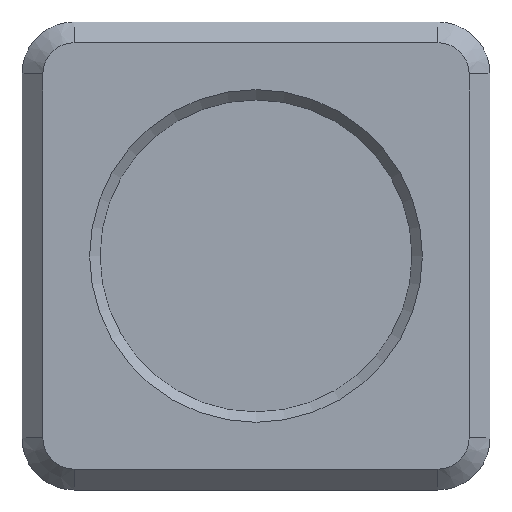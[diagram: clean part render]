
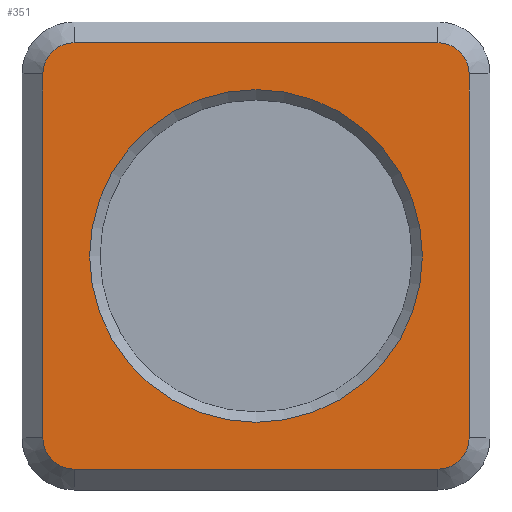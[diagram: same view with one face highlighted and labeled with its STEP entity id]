
A CAD part, top view. The second image highlights one B-rep face of the part: STEP entity #351.
In plain terms, the highlighted planar face has unit normal (0, 0, 1).
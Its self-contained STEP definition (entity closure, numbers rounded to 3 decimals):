
#21=FACE_BOUND('',#63,.T.);
#24=PLANE('',#400);
#38=FACE_OUTER_BOUND('',#62,.T.);
#62=EDGE_LOOP('',(#251,#252,#253,#254,#255,#256,#257,#258));
#63=EDGE_LOOP('',(#259));
#89=LINE('',#566,#120);
#90=LINE('',#570,#121);
#91=LINE('',#574,#122);
#92=LINE('',#578,#123);
#120=VECTOR('',#450,10.);
#121=VECTOR('',#453,10.);
#122=VECTOR('',#456,10.);
#123=VECTOR('',#459,10.);
#150=CIRCLE('',#398,16.);
#152=CIRCLE('',#401,3.);
#153=CIRCLE('',#402,3.);
#154=CIRCLE('',#403,3.);
#155=CIRCLE('',#404,3.);
#168=VERTEX_POINT('',#558);
#170=VERTEX_POINT('',#564);
#171=VERTEX_POINT('',#565);
#172=VERTEX_POINT('',#567);
#173=VERTEX_POINT('',#569);
#174=VERTEX_POINT('',#571);
#175=VERTEX_POINT('',#573);
#176=VERTEX_POINT('',#575);
#177=VERTEX_POINT('',#577);
#198=EDGE_CURVE('',#168,#168,#150,.T.);
#201=EDGE_CURVE('',#170,#171,#89,.T.);
#202=EDGE_CURVE('',#172,#170,#152,.T.);
#203=EDGE_CURVE('',#173,#172,#90,.T.);
#204=EDGE_CURVE('',#174,#173,#153,.T.);
#205=EDGE_CURVE('',#175,#174,#91,.T.);
#206=EDGE_CURVE('',#176,#175,#154,.T.);
#207=EDGE_CURVE('',#177,#176,#92,.T.);
#208=EDGE_CURVE('',#171,#177,#155,.T.);
#251=ORIENTED_EDGE('',*,*,#201,.F.);
#252=ORIENTED_EDGE('',*,*,#202,.F.);
#253=ORIENTED_EDGE('',*,*,#203,.F.);
#254=ORIENTED_EDGE('',*,*,#204,.F.);
#255=ORIENTED_EDGE('',*,*,#205,.F.);
#256=ORIENTED_EDGE('',*,*,#206,.F.);
#257=ORIENTED_EDGE('',*,*,#207,.F.);
#258=ORIENTED_EDGE('',*,*,#208,.F.);
#259=ORIENTED_EDGE('',*,*,#198,.F.);
#351=ADVANCED_FACE('',(#38,#21),#24,.T.);
#398=AXIS2_PLACEMENT_3D('',#559,#443,#444);
#400=AXIS2_PLACEMENT_3D('',#563,#448,#449);
#401=AXIS2_PLACEMENT_3D('',#568,#451,#452);
#402=AXIS2_PLACEMENT_3D('',#572,#454,#455);
#403=AXIS2_PLACEMENT_3D('',#576,#457,#458);
#404=AXIS2_PLACEMENT_3D('',#579,#460,#461);
#443=DIRECTION('center_axis',(0.,0.,1.));
#444=DIRECTION('ref_axis',(-1.,0.,0.));
#448=DIRECTION('center_axis',(0.,0.,1.));
#449=DIRECTION('ref_axis',(1.,0.,0.));
#450=DIRECTION('',(-1.,0.,0.));
#451=DIRECTION('center_axis',(0.,0.,-1.));
#452=DIRECTION('ref_axis',(0.707,-0.707,0.));
#453=DIRECTION('',(0.,-1.,0.));
#454=DIRECTION('center_axis',(0.,0.,-1.));
#455=DIRECTION('ref_axis',(0.707,0.707,0.));
#456=DIRECTION('',(1.,0.,0.));
#457=DIRECTION('center_axis',(0.,0.,-1.));
#458=DIRECTION('ref_axis',(-0.707,0.707,0.));
#459=DIRECTION('',(0.,1.,0.));
#460=DIRECTION('center_axis',(0.,0.,-1.));
#461=DIRECTION('ref_axis',(-0.707,-0.707,0.));
#558=CARTESIAN_POINT('',(16.,0.,5.));
#559=CARTESIAN_POINT('Origin',(0.,0.,5.));
#563=CARTESIAN_POINT('Origin',(0.,0.,
5.));
#564=CARTESIAN_POINT('',(17.5,-20.5,5.));
#565=CARTESIAN_POINT('',(-17.5,-20.5,5.));
#566=CARTESIAN_POINT('',(-11.25,-20.5,5.));
#567=CARTESIAN_POINT('',(20.5,-17.5,5.));
#568=CARTESIAN_POINT('Origin',(17.5,-17.5,5.));
#569=CARTESIAN_POINT('',(20.5,17.5,5.));
#570=CARTESIAN_POINT('',(20.5,-11.25,5.));
#571=CARTESIAN_POINT('',(17.5,20.5,5.));
#572=CARTESIAN_POINT('Origin',(17.5,17.5,5.));
#573=CARTESIAN_POINT('',(-17.5,20.5,5.));
#574=CARTESIAN_POINT('',(11.25,20.5,5.));
#575=CARTESIAN_POINT('',(-20.5,17.5,5.));
#576=CARTESIAN_POINT('Origin',(-17.5,17.5,5.));
#577=CARTESIAN_POINT('',(-20.5,-17.5,5.));
#578=CARTESIAN_POINT('',(-20.5,11.25,5.));
#579=CARTESIAN_POINT('Origin',(-17.5,-17.5,5.));
